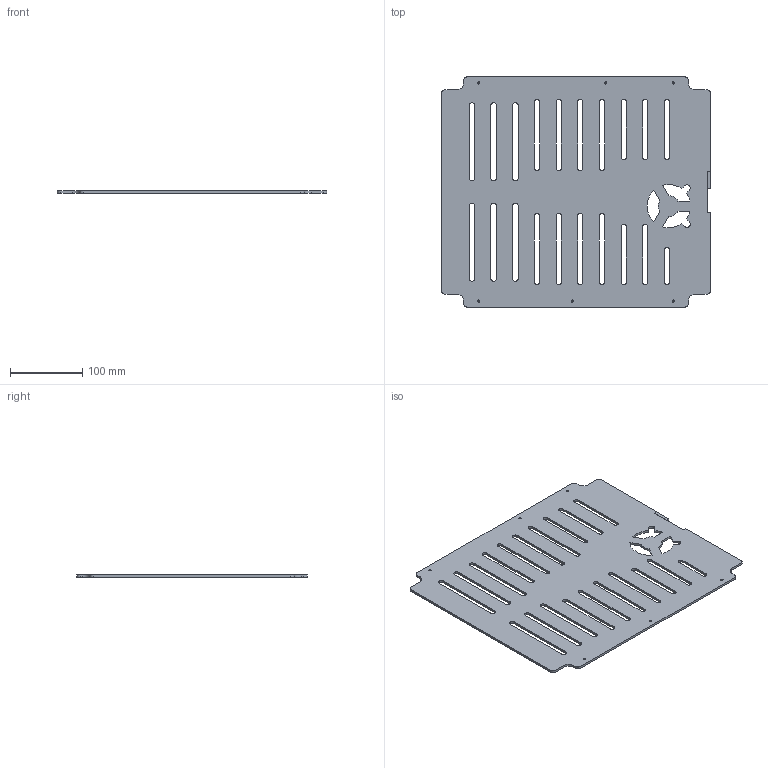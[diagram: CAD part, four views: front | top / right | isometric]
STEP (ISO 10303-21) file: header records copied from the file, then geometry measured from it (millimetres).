
FILE_DESCRIPTION(/* description */ (''),/* implementation_level */ '2;1');
FILE_NAME(/* name */ 'pallet 2.stp',/* time_stamp */ '2020-11-19T20:25:54+03:00',/* author */ ('Max'),/* organization */ (''),/* preprocessor_version */ 'ST-DEVELOPER v16.5',/* originating_system */ 'Autodesk Inventor 2017',/* authorisation */ '');
FILE_SCHEMA (('AUTOMOTIVE_DESIGN { 1 0 10303 214 3 1 1 }'));
Length unit declared in the file: millimetre
Products named in the file (1): поддон1
Bounding box: 373 x 319 x 3.2 mm (x, y, z)
Volume: 323561.9 mm3; surface area: 220585.7 mm2
Topology: 1 solids, 1 shells, 138 faces, 409 edges, 273 vertices
Faces by surface type: plane 70, cylinder 68
Full cylindrical faces by diameter (mm): 3 x6
Entity records: 4766 total; most frequent: DIRECTION 816, CARTESIAN_POINT 813, ORIENTED_EDGE 804, EDGE_CURVE 402, AXIS2_PLACEMENT_3D 275, VERTEX_POINT 272, LINE 266, VECTOR 266
